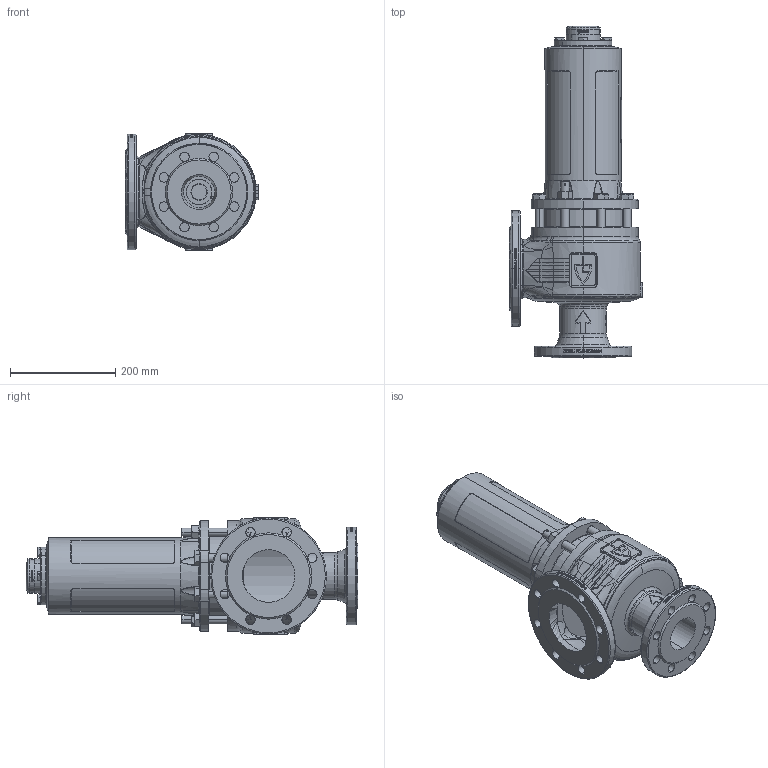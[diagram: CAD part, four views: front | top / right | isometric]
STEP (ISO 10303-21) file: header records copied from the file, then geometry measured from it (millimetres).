
FILE_DESCRIPTION (( 'STEP AP214' ), '1' );
FILE_NAME ('455TBGFO_65_FLFL_65100_MD.STEP', '2020-07-16T05:49:59', ( '' ), ( '' ), 'SwSTEP 2.0', 'SolidWorks 2018', '' );
FILE_SCHEMA (( 'AUTOMOTIVE_DESIGN' ));
Length unit declared in the file: millimetre
Products named in the file (2): 455TBGFO_65_FLFL_65100_MD
Bounding box: 253 x 631.35 x 221 mm (x, y, z)
Volume: 4192978.5 mm3; surface area: 984960.7 mm2
Topology: 20 solids, 20 shells, 1843 faces, 5117 edges, 3455 vertices
Faces by surface type: bspline 553, plane 493, cylinder 463, cone 237, torus 96, sphere 1
Entity records: 155793 total; most frequent: CARTESIAN_POINT 92274, ORIENTED_EDGE 10112, DIRECTION 7302, EDGE_CURVE 5056, VERTEX_POINT 3455, AXIS2_PLACEMENT_3D 2950, EDGE_LOOP 2131, B_SPLINE_CURVE_WITH_KNOTS 1982
